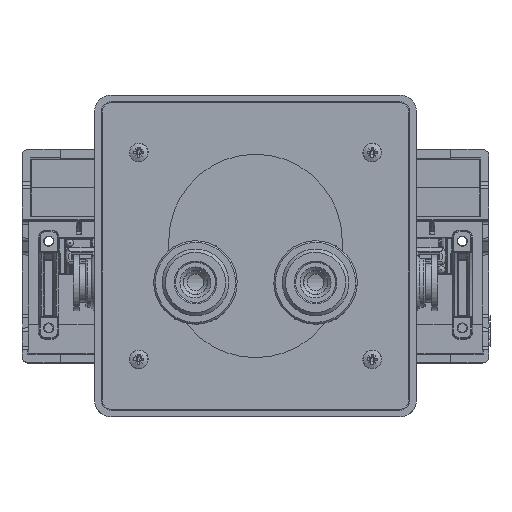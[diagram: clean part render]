
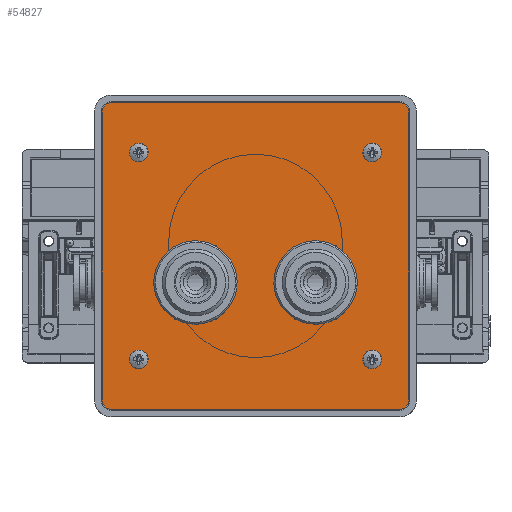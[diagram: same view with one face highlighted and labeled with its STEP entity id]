
A CAD part, top view. The second image highlights one B-rep face of the part: STEP entity #54827.
In plain terms, the highlighted planar face has unit normal (0, 0, 1).
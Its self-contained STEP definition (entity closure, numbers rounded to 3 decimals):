
#3342=FACE_BOUND('',#9671,.T.);
#3343=FACE_BOUND('',#9672,.T.);
#3344=FACE_BOUND('',#9673,.T.);
#3345=FACE_BOUND('',#9674,.T.);
#3346=FACE_BOUND('',#9675,.T.);
#3347=FACE_BOUND('',#9676,.T.);
#6474=FACE_OUTER_BOUND('',#9670,.T.);
#9670=EDGE_LOOP('',(#50152,#50153,#50154,#50155,#50156,#50157,#50158,#50159));
#9671=EDGE_LOOP('',(#50160));
#9672=EDGE_LOOP('',(#50161));
#9673=EDGE_LOOP('',(#50162));
#9674=EDGE_LOOP('',(#50163));
#9675=EDGE_LOOP('',(#50164));
#9676=EDGE_LOOP('',(#50165));
#11296=CIRCLE('',#60159,7.);
#11298=CIRCLE('',#60162,7.);
#11300=CIRCLE('',#60165,2.);
#11302=CIRCLE('',#60168,2.);
#11304=CIRCLE('',#60171,2.);
#11306=CIRCLE('',#60174,2.);
#11312=CIRCLE('',#60182,3.);
#11313=CIRCLE('',#60185,3.);
#11314=CIRCLE('',#60188,3.);
#11315=CIRCLE('',#60191,3.);
#16222=LINE('',#124712,#21153);
#16225=LINE('',#124720,#21156);
#16228=LINE('',#124728,#21159);
#16231=LINE('',#124735,#21162);
#21153=VECTOR('',#75241,10.);
#21156=VECTOR('',#75250,10.);
#21159=VECTOR('',#75259,10.);
#21162=VECTOR('',#75268,10.);
#26125=VERTEX_POINT('',#124652);
#26127=VERTEX_POINT('',#124658);
#26129=VERTEX_POINT('',#124664);
#26131=VERTEX_POINT('',#124670);
#26133=VERTEX_POINT('',#124676);
#26135=VERTEX_POINT('',#124682);
#26145=VERTEX_POINT('',#124705);
#26146=VERTEX_POINT('',#124707);
#26147=VERTEX_POINT('',#124711);
#26148=VERTEX_POINT('',#124715);
#26149=VERTEX_POINT('',#124719);
#26150=VERTEX_POINT('',#124723);
#26151=VERTEX_POINT('',#124727);
#26152=VERTEX_POINT('',#124731);
#34125=EDGE_CURVE('',#26125,#26125,#11296,.T.);
#34128=EDGE_CURVE('',#26127,#26127,#11298,.T.);
#34131=EDGE_CURVE('',#26129,#26129,#11300,.T.);
#34134=EDGE_CURVE('',#26131,#26131,#11302,.T.);
#34137=EDGE_CURVE('',#26133,#26133,#11304,.T.);
#34140=EDGE_CURVE('',#26135,#26135,#11306,.T.);
#34152=EDGE_CURVE('',#26146,#26145,#11312,.T.);
#34154=EDGE_CURVE('',#26147,#26146,#16222,.T.);
#34156=EDGE_CURVE('',#26148,#26147,#11313,.T.);
#34158=EDGE_CURVE('',#26149,#26148,#16225,.T.);
#34160=EDGE_CURVE('',#26150,#26149,#11314,.T.);
#34162=EDGE_CURVE('',#26151,#26150,#16228,.T.);
#34164=EDGE_CURVE('',#26152,#26151,#11315,.T.);
#34166=EDGE_CURVE('',#26145,#26152,#16231,.T.);
#50152=ORIENTED_EDGE('',*,*,#34166,.T.);
#50153=ORIENTED_EDGE('',*,*,#34164,.T.);
#50154=ORIENTED_EDGE('',*,*,#34162,.T.);
#50155=ORIENTED_EDGE('',*,*,#34160,.T.);
#50156=ORIENTED_EDGE('',*,*,#34158,.T.);
#50157=ORIENTED_EDGE('',*,*,#34156,.T.);
#50158=ORIENTED_EDGE('',*,*,#34154,.T.);
#50159=ORIENTED_EDGE('',*,*,#34152,.T.);
#50160=ORIENTED_EDGE('',*,*,#34125,.T.);
#50161=ORIENTED_EDGE('',*,*,#34128,.T.);
#50162=ORIENTED_EDGE('',*,*,#34131,.T.);
#50163=ORIENTED_EDGE('',*,*,#34134,.T.);
#50164=ORIENTED_EDGE('',*,*,#34137,.T.);
#50165=ORIENTED_EDGE('',*,*,#34140,.T.);
#51793=PLANE('',#60193);
#54827=ADVANCED_FACE('',(#6474,#3342,#3343,#3344,#3345,#3346,#3347),#51793,
 .T.);
#60159=AXIS2_PLACEMENT_3D('',#124653,#75179,#75180);
#60162=AXIS2_PLACEMENT_3D('',#124659,#75186,#75187);
#60165=AXIS2_PLACEMENT_3D('',#124665,#75193,#75194);
#60168=AXIS2_PLACEMENT_3D('',#124671,#75200,#75201);
#60171=AXIS2_PLACEMENT_3D('',#124677,#75207,#75208);
#60174=AXIS2_PLACEMENT_3D('',#124683,#75214,#75215);
#60182=AXIS2_PLACEMENT_3D('',#124708,#75236,#75237);
#60185=AXIS2_PLACEMENT_3D('',#124716,#75245,#75246);
#60188=AXIS2_PLACEMENT_3D('',#124724,#75254,#75255);
#60191=AXIS2_PLACEMENT_3D('',#124732,#75263,#75264);
#60193=AXIS2_PLACEMENT_3D('',#124736,#75269,#75270);
#75179=DIRECTION('center_axis',(0.,0.,-1.));
#75180=DIRECTION('ref_axis',(1.,0.,0.));
#75186=DIRECTION('center_axis',(0.,0.,-1.));
#75187=DIRECTION('ref_axis',(1.,0.,0.));
#75193=DIRECTION('center_axis',(0.,0.,-1.));
#75194=DIRECTION('ref_axis',(1.,0.,0.));
#75200=DIRECTION('center_axis',(0.,0.,-1.));
#75201=DIRECTION('ref_axis',(1.,0.,0.));
#75207=DIRECTION('center_axis',(0.,0.,-1.));
#75208=DIRECTION('ref_axis',(1.,0.,0.));
#75214=DIRECTION('center_axis',(0.,0.,-1.));
#75215=DIRECTION('ref_axis',(1.,0.,0.));
#75236=DIRECTION('center_axis',(0.,0.,1.));
#75237=DIRECTION('ref_axis',(-1.,0.,0.));
#75241=DIRECTION('',(0.,1.,0.));
#75245=DIRECTION('center_axis',(0.,0.,1.));
#75246=DIRECTION('ref_axis',(0.,1.,0.));
#75250=DIRECTION('',(1.,0.,0.));
#75254=DIRECTION('center_axis',(0.,0.,1.));
#75255=DIRECTION('ref_axis',(1.,0.,0.));
#75259=DIRECTION('',(0.,-1.,0.));
#75263=DIRECTION('center_axis',(0.,0.,1.));
#75264=DIRECTION('ref_axis',(0.,-1.,0.));
#75268=DIRECTION('',(-1.,0.,0.));
#75269=DIRECTION('center_axis',(0.,0.,1.));
#75270=DIRECTION('ref_axis',(1.,0.,0.));
#124652=CARTESIAN_POINT('',(-25.,-8.,1.));
#124653=CARTESIAN_POINT('Origin',(-18.,-8.,1.));
#124658=CARTESIAN_POINT('',(11.,-8.,1.));
#124659=CARTESIAN_POINT('Origin',(18.,-8.,1.));
#124664=CARTESIAN_POINT('',(33.,-31.,1.));
#124665=CARTESIAN_POINT('Origin',(35.,-31.,1.));
#124670=CARTESIAN_POINT('',(-37.,31.,1.));
#124671=CARTESIAN_POINT('Origin',(-35.,31.,1.));
#124676=CARTESIAN_POINT('',(33.,31.,1.));
#124677=CARTESIAN_POINT('Origin',(35.,31.,1.));
#124682=CARTESIAN_POINT('',(-37.,-31.,1.));
#124683=CARTESIAN_POINT('Origin',(-35.,-31.,1.));
#124705=CARTESIAN_POINT('',(43.,46.,1.));
#124707=CARTESIAN_POINT('',(46.,43.,1.));
#124708=CARTESIAN_POINT('Origin',(43.,43.,1.));
#124711=CARTESIAN_POINT('',(46.,-43.,1.));
#124712=CARTESIAN_POINT('',(46.,43.,1.));
#124715=CARTESIAN_POINT('',(43.,-46.,1.));
#124716=CARTESIAN_POINT('Origin',(43.,-43.,1.));
#124719=CARTESIAN_POINT('',(-43.,-46.,1.));
#124720=CARTESIAN_POINT('',(43.,-46.,1.));
#124723=CARTESIAN_POINT('',(-46.,-43.,1.));
#124724=CARTESIAN_POINT('Origin',(-43.,-43.,1.));
#124727=CARTESIAN_POINT('',(-46.,43.,1.));
#124728=CARTESIAN_POINT('',(-46.,-43.,1.));
#124731=CARTESIAN_POINT('',(-43.,46.,1.));
#124732=CARTESIAN_POINT('Origin',(-43.,43.,1.));
#124735=CARTESIAN_POINT('',(-43.,46.,1.));
#124736=CARTESIAN_POINT('Origin',(0.,0.,
1.));
